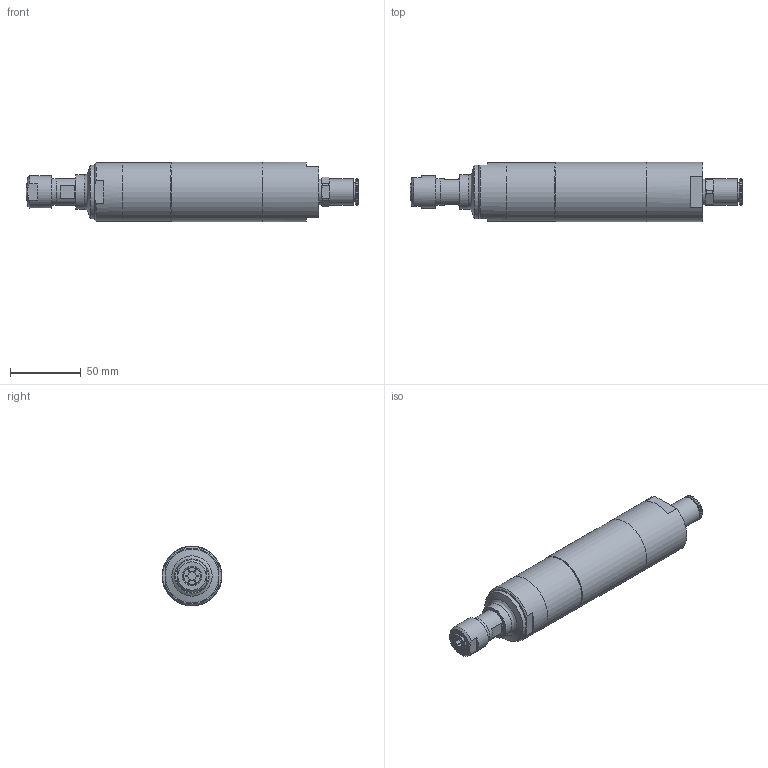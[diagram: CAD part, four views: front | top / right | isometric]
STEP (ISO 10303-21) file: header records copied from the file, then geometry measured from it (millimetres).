
FILE_DESCRIPTION((''),'2;1');
FILE_NAME('EBM 1200 S_60003857.stp','2008-06-11T11:33:31',('rmorof'),(''),'Autodesk Inventor 2008','Autodesk Inventor 2008','');
FILE_SCHEMA(('AUTOMOTIVE_DESIGN { 1 0 10303 214 1 1 1 1 }'));
Length unit declared in the file: millimetre
Products named in the file (1): Bauteil1
Bounding box: 233.92 x 42 x 42 mm (x, y, z)
Volume: 238932.5 mm3; surface area: 35188.4 mm2
Topology: 1 solids, 1 shells, 200 faces, 534 edges, 342 vertices
Faces by surface type: plane 97, cone 52, cylinder 48, bspline 2, torus 1
Full cylindrical faces by diameter (mm): 6 x1, 12 x1, 13.2 x1, 18 x1, 18.5 x2, 18.98 x1, 19 x2, 19.5 x1, 23 x1, 24 x1, 38 x1, 40.766 x1, 41.5 x2, 42 x2
Entity records: 6270 total; most frequent: CARTESIAN_POINT 1384, ORIENTED_EDGE 990, DIRECTION 962, EDGE_CURVE 495, AXIS2_PLACEMENT_3D 398, VERTEX_POINT 331, EDGE_LOOP 246, FACE_OUTER_BOUND 200
